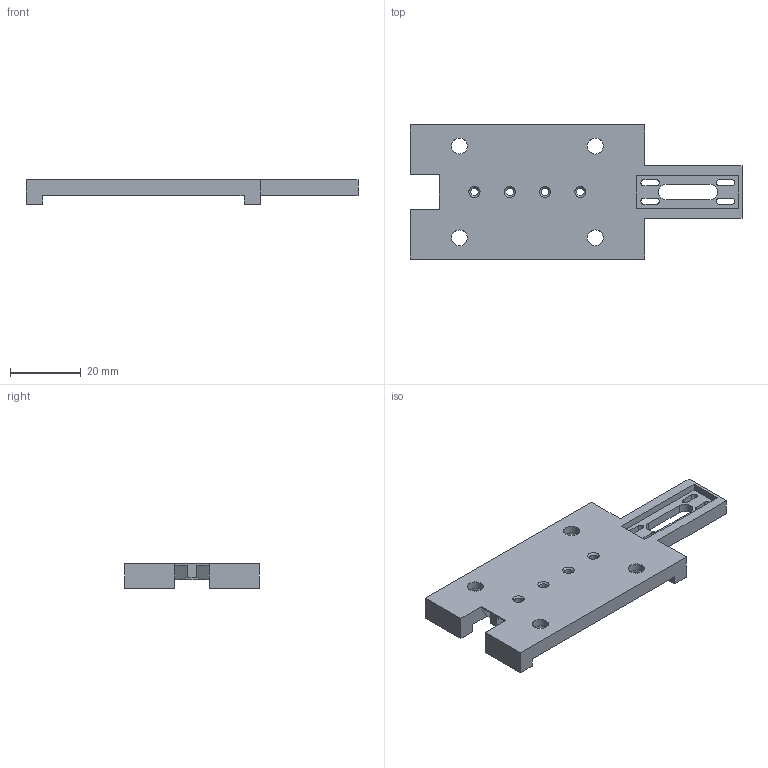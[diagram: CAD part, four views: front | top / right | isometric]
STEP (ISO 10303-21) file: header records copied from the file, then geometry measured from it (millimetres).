
FILE_DESCRIPTION(/* description */ ('STEP AP242','CAx-IF Rec.Pracs.---Representation and Presentation of Product Manufacturing Information (PMI)---4.0---2014-10-13','CAx-IF Rec.Pracs.---3D Tessellated Geometry---0.4---2014-09-14','2;1'),/* implementation_level */ '2;1');
FILE_NAME(/* name */ '633f282419526f37e65d5d52',/* time_stamp */ '2022-10-06T19:10:28+00:00',/* author */ (''),/* organization */ (''),/* preprocessor_version */ 'ST-DEVELOPER v18.102',/* originating_system */ ' ',/* authorisation */ ' ');
FILE_SCHEMA (('AP242_MANAGED_MODEL_BASED_3D_ENGINEERING_MIM_LF { 1 0 10303 442 1 1 4 }'));
Length unit declared in the file: metre
Products named in the file (1): Rail Mount
Bounding box: 94.04 x 38 x 7 mm (x, y, z)
Volume: 12032.4 mm3; surface area: 7734.6 mm2
Topology: 1 solids, 1 shells, 77 faces, 216 edges, 142 vertices
Faces by surface type: plane 51, cylinder 18, cone 8
Full cylindrical faces by diameter (mm): 2.2 x4, 4.5 x4
Entity records: 2424 total; most frequent: CARTESIAN_POINT 412, DIRECTION 396, ORIENTED_EDGE 392, EDGE_CURVE 196, LINE 152, VECTOR 152, VERTEX_POINT 138, AXIS2_PLACEMENT_3D 122
